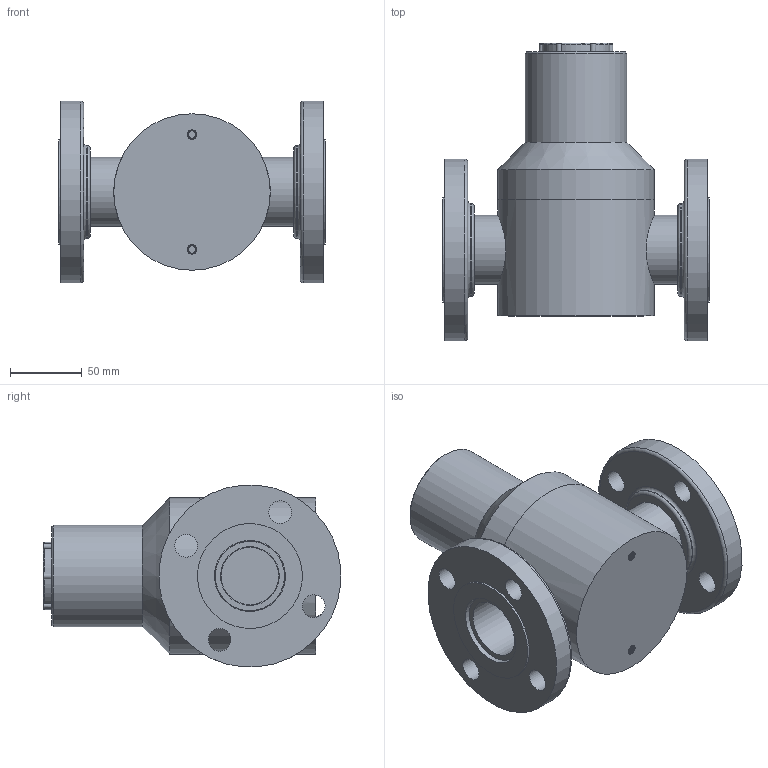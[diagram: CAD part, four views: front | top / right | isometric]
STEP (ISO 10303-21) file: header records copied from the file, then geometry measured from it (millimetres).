
FILE_DESCRIPTION (( 'STEP AP214' ), '1' );
FILE_NAME ('1 1-2-1104-3X-150.STEP', '2019-05-20T15:17:25', ( '' ), ( '' ), 'SwSTEP 2.0', 'SolidWorks 2019', '' );
FILE_SCHEMA (( 'AUTOMOTIVE_DESIGN' ));
Length unit declared in the file: millimetre
Products named in the file (13): 1 1-2 flange styb PS-14-1020; PVC Bonnet all size_50mm PVC-304; 316 MC body 1 1-2 Flanged; 50mm Dust Cap; 1 1-2-1104-3X-150; PVC Bonnet all size; class_150_flange_nps_1_1_2_slip_on_rf
Assembly tree (7 placements, depth 2):
  1 1-2-1104-3X-150
    316 MC body 1 1-2 Flanged
    1 1-2 flange styb PS-14-1020  x2
    class_150_flange_nps_1_1_2_slip_on_rf  x2
    PVC Bonnet all size_50mm PVC-304
    50mm Dust Cap
  50mm Dust Cap
  PVC Bonnet all size
  1 1-2 flange styb PS-14-1020
  class_150_flange_nps_1_1_2_slip_on_rf
Bounding box: 186 x 207.3 x 126.6 mm (x, y, z)
Volume: 1644909.8 mm3; surface area: 217539.6 mm2
Topology: 7 solids, 7 shells, 150 faces, 355 edges, 233 vertices
Faces by surface type: cylinder 75, plane 37, torus 18, bspline 15, cone 5
Full cylindrical faces by diameter (mm): 5.2 x28, 15.8 x8, 35.5 x1, 38 x1, 40 x2, 40.894 x2, 48.26 x2, 48.5 x2, 49.5 x2, 65 x2, 66.355 x1, 71 x1, 73 x2, 109 x2, 127 x2
Entity records: 10695 total; most frequent: CARTESIAN_POINT 8298, DIRECTION 415, ORIENTED_EDGE 386, EDGE_CURVE 193, AXIS2_PLACEMENT_3D 189, EDGE_LOOP 157, VERTEX_POINT 144, FACE_OUTER_BOUND 127
